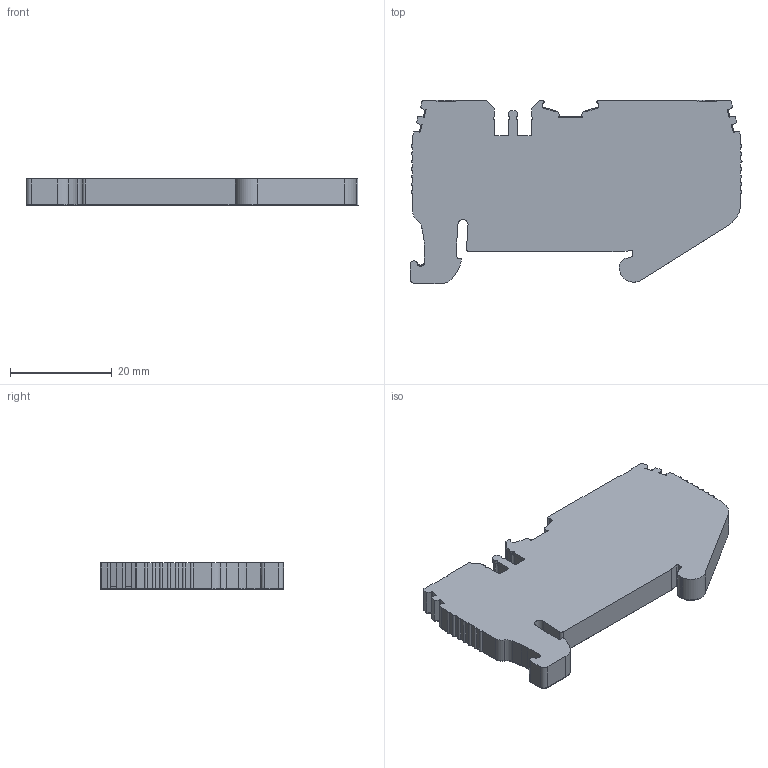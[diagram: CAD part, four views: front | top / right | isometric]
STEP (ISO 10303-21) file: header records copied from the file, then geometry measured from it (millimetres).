
FILE_DESCRIPTION (( 'STEP AP203' ), '1' );
FILE_NAME ('KN-P25EDB-25.step', '2025-04-29T14:15:19', ( '' ), ( '' ), 'SwSTEP 2.0', 'SolidWorks 2024', '' );
FILE_SCHEMA (( 'CONFIG_CONTROL_DESIGN' ));
Length unit declared in the file: millimetre
Products named in the file (1): KN-P25EDB-25
Bounding box: 65.42 x 36.07 x 5.15 mm (x, y, z)
Volume: 9576.2 mm3; surface area: 5136.6 mm2
Topology: 1 solids, 1 shells, 549 faces, 1601 edges, 1063 vertices
Faces by surface type: plane 326, cylinder 220, bspline 3
Entity records: 18325 total; most frequent: CARTESIAN_POINT 3383, ORIENTED_EDGE 3202, DIRECTION 3087, EDGE_CURVE 1601, LINE 1147, VECTOR 1147, VERTEX_POINT 1063, AXIS2_PLACEMENT_3D 970
